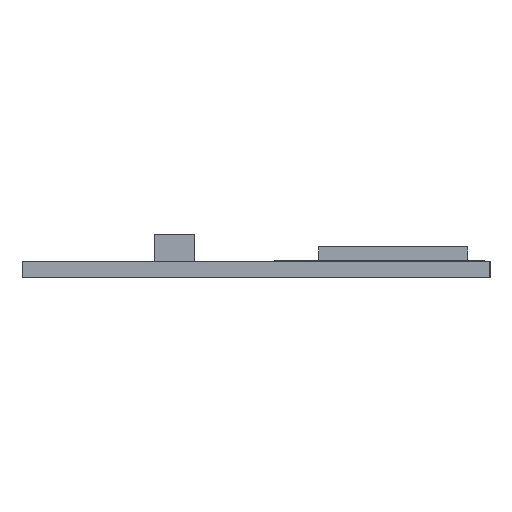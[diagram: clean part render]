
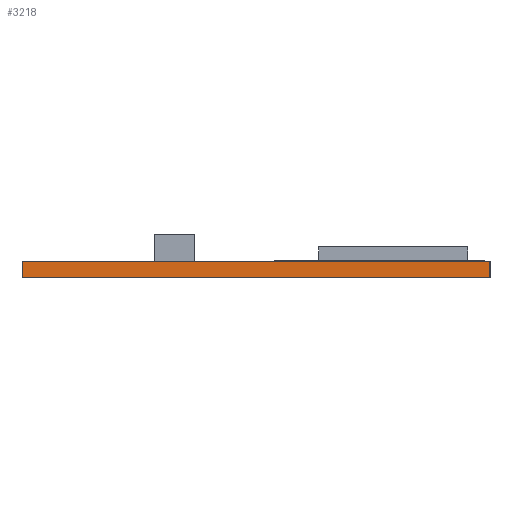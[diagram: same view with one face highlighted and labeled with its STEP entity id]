
A CAD part, left-side view. The second image highlights one B-rep face of the part: STEP entity #3218.
In plain terms, the highlighted planar face has unit normal (-1, 0, 0).
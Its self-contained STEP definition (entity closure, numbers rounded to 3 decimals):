
#694=FACE_OUTER_BOUND('',#836,.T.);
#836=EDGE_LOOP('',(#2619,#2620,#2621,#2622));
#1220=LINE('',#5282,#1418);
#1228=LINE('',#5297,#1426);
#1229=LINE('',#5299,#1427);
#1230=LINE('',#5300,#1428);
#1418=VECTOR('',#4451,10.);
#1426=VECTOR('',#4463,10.);
#1427=VECTOR('',#4466,10.);
#1428=VECTOR('',#4467,10.);
#1702=VERTEX_POINT('',#5279);
#1703=VERTEX_POINT('',#5281);
#1707=VERTEX_POINT('',#5293);
#1708=VERTEX_POINT('',#5295);
#2088=EDGE_CURVE('',#1702,#1703,#1220,.T.);
#2096=EDGE_CURVE('',#1707,#1708,#1228,.T.);
#2097=EDGE_CURVE('',#1702,#1707,#1229,.T.);
#2098=EDGE_CURVE('',#1703,#1708,#1230,.T.);
#2619=ORIENTED_EDGE('',*,*,#2097,.T.);
#2620=ORIENTED_EDGE('',*,*,#2096,.T.);
#2621=ORIENTED_EDGE('',*,*,#2098,.F.);
#2622=ORIENTED_EDGE('',*,*,#2088,.F.);
#2958=PLANE('',#3616);
#3218=ADVANCED_FACE('',(#694),#2958,.T.);
#3616=AXIS2_PLACEMENT_3D('',#5298,#4464,#4465);
#4451=DIRECTION('',(0.,0.,1.));
#4463=DIRECTION('',(0.,0.,1.));
#4464=DIRECTION('center_axis',(-1.,0.,0.));
#4465=DIRECTION('ref_axis',(0.,-1.,0.));
#4466=DIRECTION('',(0.,-1.,0.));
#4467=DIRECTION('',(0.,-1.,0.));
#5279=CARTESIAN_POINT('',(-5.5,45.57,0.));
#5281=CARTESIAN_POINT('',(-5.5,45.57,1.57));
#5282=CARTESIAN_POINT('',(-5.5,45.57,0.));
#5293=CARTESIAN_POINT('',(-5.5,0.,0.));
#5295=CARTESIAN_POINT('',(-5.5,0.,1.57));
#5297=CARTESIAN_POINT('',(-5.5,0.,0.));
#5298=CARTESIAN_POINT('Origin',(-5.5,45.57,0.));
#5299=CARTESIAN_POINT('',(-5.5,45.57,0.));
#5300=CARTESIAN_POINT('',(-5.5,45.57,1.57));
